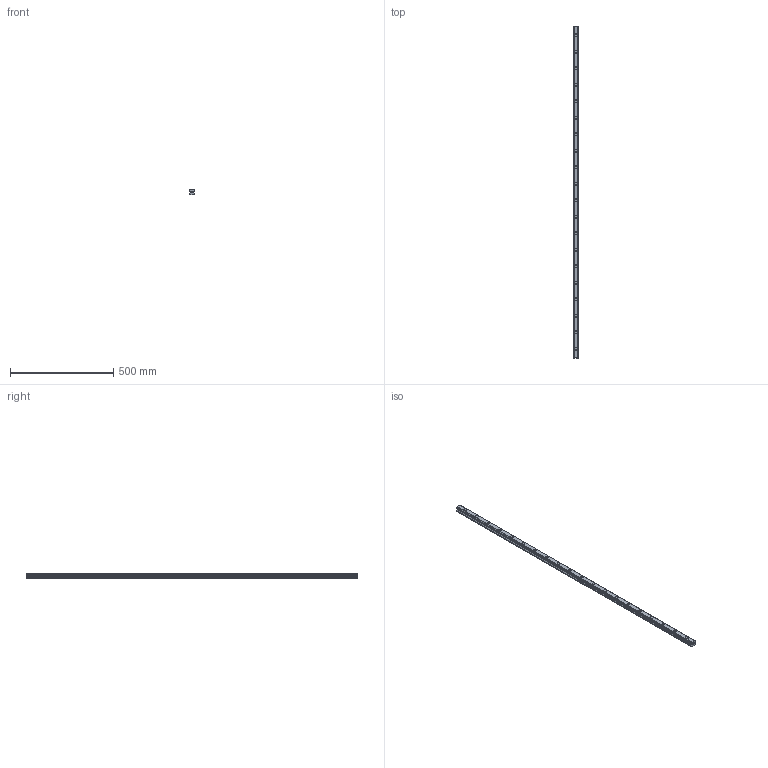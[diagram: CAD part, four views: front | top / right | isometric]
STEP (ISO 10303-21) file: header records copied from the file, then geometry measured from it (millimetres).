
FILE_DESCRIPTION(('STEP AP214'),'1');
FILE_NAME('cctmp_77C85353-40EB-4AD5-BD06-55273A84C1A3_2020_6_30_8_59_59_983..stp','2020-06-30T07:00:00',('HIWIN GmbH'),('CADClick - www.CADClick.com'),'Spatial InterOp 3D',' ','unknown authorization');
FILE_SCHEMA(('AUTOMOTIVE_DESIGN'));
Length unit declared in the file: millimetre
Products named in the file (1): HGR30R1610H_FILE
Bounding box: 28 x 1610 x 26 mm (x, y, z)
Volume: 937052.5 mm3; surface area: 199922.2 mm2
Topology: 1 solids, 1 shells, 295 faces, 687 edges, 458 vertices
Faces by surface type: plane 153, cylinder 142
Entity records: 10889 total; most frequent: DIRECTION 1563, CARTESIAN_POINT 1441, ORIENTED_EDGE 1374, EDGE_CURVE 687, AXIS2_PLACEMENT_3D 580, VERTEX_POINT 458, LINE 403, VECTOR 403
